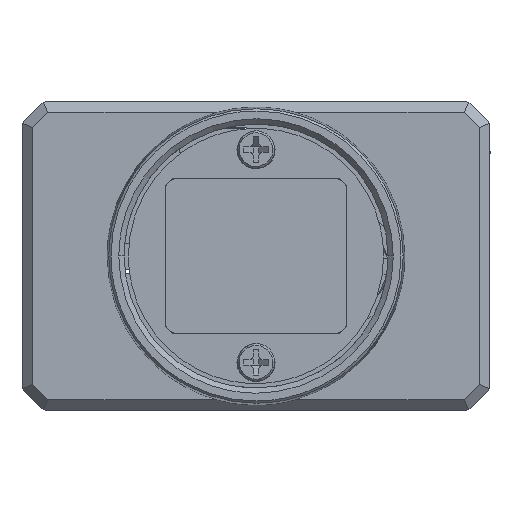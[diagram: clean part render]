
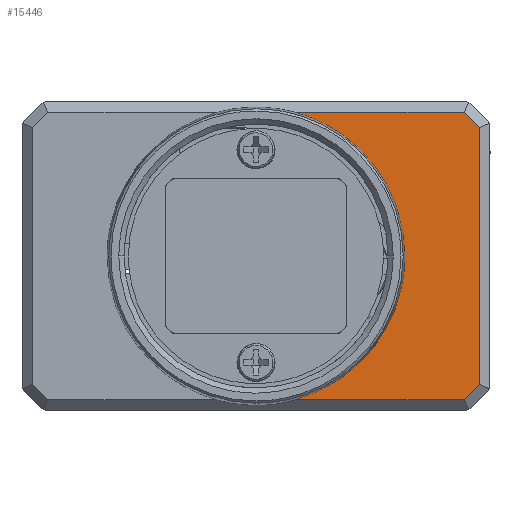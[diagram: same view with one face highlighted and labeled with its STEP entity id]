
A CAD part, front view. The second image highlights one B-rep face of the part: STEP entity #15446.
In plain terms, the highlighted planar face has unit normal (0, -1, 0).
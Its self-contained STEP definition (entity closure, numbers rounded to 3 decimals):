
#251 = B_SPLINE_CURVE_WITH_KNOTS ( 'NONE', 1,
 ( #10927, #20018 ),
 .UNSPECIFIED., .F., .F.,
 ( 2, 2 ),
 ( -15.878, 0. ),
 .UNSPECIFIED. ) ;
#689 = ORIENTED_EDGE ( 'NONE', *, *, #21498, .T. ) ;
#893 = DIRECTION ( 'NONE',  ( 0., -1., 0. ) ) ;
#937 = VERTEX_POINT ( 'NONE', #18965 ) ;
#948 = EDGE_CURVE ( 'NONE', #8566, #13799, #251, .T. ) ;
#1295 = VERTEX_POINT ( 'NONE', #27272 ) ;
#1878 = CARTESIAN_POINT ( 'NONE',  ( 19.633, -27.92, 27.927 ) ) ;
#2731 = B_SPLINE_CURVE_WITH_KNOTS ( 'NONE', 1,
 ( #18762, #12313 ),
 .UNSPECIFIED., .F., .F.,
 ( 2, 2 ),
 ( 0., 15.878 ),
 .UNSPECIFIED. ) ;
#3197 = VERTEX_POINT ( 'NONE', #4112 ) ;
#3211 = EDGE_CURVE ( 'NONE', #3197, #13799, #21808, .T. ) ;
#4112 = CARTESIAN_POINT ( 'NONE',  ( 21.047, -27.92, 26.513 ) ) ;
#4496 = ORIENTED_EDGE ( 'NONE', *, *, #948, .F. ) ;
#6400 = CARTESIAN_POINT ( 'NONE',  ( 14.047, -27.92, 14.427 ) ) ;
#6555 = ORIENTED_EDGE ( 'NONE', *, *, #11436, .F. ) ;
#6658 = ORIENTED_EDGE ( 'NONE', *, *, #3211, .T. ) ;
#6889 = CARTESIAN_POINT ( 'NONE',  ( 22.897, -27.92, -1.893 ) ) ;
#8261 = ORIENTED_EDGE ( 'NONE', *, *, #17914, .F. ) ;
#8566 = VERTEX_POINT ( 'NONE', #16331 ) ;
#9257 =( BOUNDED_CURVE ( )  B_SPLINE_CURVE ( 2, ( #12814, #23739, #6400 ),
 .UNSPECIFIED., .F., .T. ) 
 B_SPLINE_CURVE_WITH_KNOTS ( ( 3, 3 ),
 ( -18.238, 0. ),
 .UNSPECIFIED. ) 
 CURVE ( )  GEOMETRIC_REPRESENTATION_ITEM ( )  RATIONAL_B_SPLINE_CURVE ( ( 1., 0.795, 1. ) ) 
 REPRESENTATION_ITEM ( '' )  );
#10149 = B_SPLINE_CURVE_WITH_KNOTS ( 'NONE', 1,
 ( #13194, #10826 ),
 .UNSPECIFIED., .F., .F.,
 ( 2, 2 ),
 ( 0., 24.172 ),
 .UNSPECIFIED. ) ;
#10686 = EDGE_CURVE ( 'NONE', #937, #25086, #2731, .T. ) ;
#10826 = CARTESIAN_POINT ( 'NONE',  ( 21.047, -27.92, 26.513 ) ) ;
#10898 = CARTESIAN_POINT ( 'NONE',  ( 3.755, -27.92, 27.927 ) ) ;
#10927 = CARTESIAN_POINT ( 'NONE',  ( 3.755, -27.92, 27.927 ) ) ;
#11436 = EDGE_CURVE ( 'NONE', #1295, #8566, #14333, .T. ) ;
#12274 = ORIENTED_EDGE ( 'NONE', *, *, #22381, .T. ) ;
#12313 = CARTESIAN_POINT ( 'NONE',  ( 3.755, -27.92, 0.927 ) ) ;
#12814 = CARTESIAN_POINT ( 'NONE',  ( 3.755, -27.92, 0.927 ) ) ;
#12933 = CARTESIAN_POINT ( 'NONE',  ( 21.047, -27.92, 2.341 ) ) ;
#13194 = CARTESIAN_POINT ( 'NONE',  ( 21.047, -27.92, 2.341 ) ) ;
#13799 = VERTEX_POINT ( 'NONE', #19440 ) ;
#14333 =( BOUNDED_CURVE ( )  B_SPLINE_CURVE ( 2, ( #26005, #24050, #10898 ),
 .UNSPECIFIED., .F., .T. ) 
 B_SPLINE_CURVE_WITH_KNOTS ( ( 3, 3 ),
 ( -18.238, 0. ),
 .UNSPECIFIED. ) 
 CURVE ( )  GEOMETRIC_REPRESENTATION_ITEM ( )  RATIONAL_B_SPLINE_CURVE ( ( 1., 0.795, 1. ) ) 
 REPRESENTATION_ITEM ( '' )  );
#14701 = CARTESIAN_POINT ( 'NONE',  ( 21.047, -27.92, 26.513 ) ) ;
#15421 = B_SPLINE_CURVE_WITH_KNOTS ( 'NONE', 1,
 ( #23146, #12933 ),
 .UNSPECIFIED., .F., .F.,
 ( 2, 2 ),
 ( 0., 2. ),
 .UNSPECIFIED. ) ;
#15446 = ADVANCED_FACE ( 'NONE', ( #22126 ), #17380, .T. ) ;
#15822 = DIRECTION ( 'NONE',  ( 0., 0., -1. ) ) ;
#16331 = CARTESIAN_POINT ( 'NONE',  ( 3.755, -27.92, 27.927 ) ) ;
#16859 = VERTEX_POINT ( 'NONE', #22386 ) ;
#17209 = ORIENTED_EDGE ( 'NONE', *, *, #10686, .F. ) ;
#17380 = PLANE ( 'NONE',  #22691 ) ;
#17914 = EDGE_CURVE ( 'NONE', #25086, #1295, #9257, .T. ) ;
#18762 = CARTESIAN_POINT ( 'NONE',  ( 19.633, -27.92, 0.927 ) ) ;
#18965 = CARTESIAN_POINT ( 'NONE',  ( 19.633, -27.92, 0.927 ) ) ;
#19440 = CARTESIAN_POINT ( 'NONE',  ( 19.633, -27.92, 27.927 ) ) ;
#20018 = CARTESIAN_POINT ( 'NONE',  ( 19.633, -27.92, 27.927 ) ) ;
#21498 = EDGE_CURVE ( 'NONE', #16859, #3197, #10149, .T. ) ;
#21808 = B_SPLINE_CURVE_WITH_KNOTS ( 'NONE', 1,
 ( #14701, #1878 ),
 .UNSPECIFIED., .F., .F.,
 ( 2, 2 ),
 ( 0., 2. ),
 .UNSPECIFIED. ) ;
#22126 = FACE_OUTER_BOUND ( 'NONE', #22439, .T. ) ;
#22381 = EDGE_CURVE ( 'NONE', #937, #16859, #15421, .T. ) ;
#22386 = CARTESIAN_POINT ( 'NONE',  ( 21.047, -27.92, 2.341 ) ) ;
#22439 = EDGE_LOOP ( 'NONE', ( #6555, #8261, #17209, #12274, #689, #6658, #4496 ) ) ;
#22691 = AXIS2_PLACEMENT_3D ( 'NONE', #6889, #893, #15822 ) ;
#23146 = CARTESIAN_POINT ( 'NONE',  ( 19.633, -27.92, 0.927 ) ) ;
#23305 = CARTESIAN_POINT ( 'NONE',  ( 3.755, -27.92, 0.927 ) ) ;
#23739 = CARTESIAN_POINT ( 'NONE',  ( 14.047, -27.92, 3.754 ) ) ;
#24050 = CARTESIAN_POINT ( 'NONE',  ( 14.047, -27.92, 25.1 ) ) ;
#25086 = VERTEX_POINT ( 'NONE', #23305 ) ;
#26005 = CARTESIAN_POINT ( 'NONE',  ( 14.047, -27.92, 14.427 ) ) ;
#27272 = CARTESIAN_POINT ( 'NONE',  ( 14.047, -27.92, 14.427 ) ) ;
